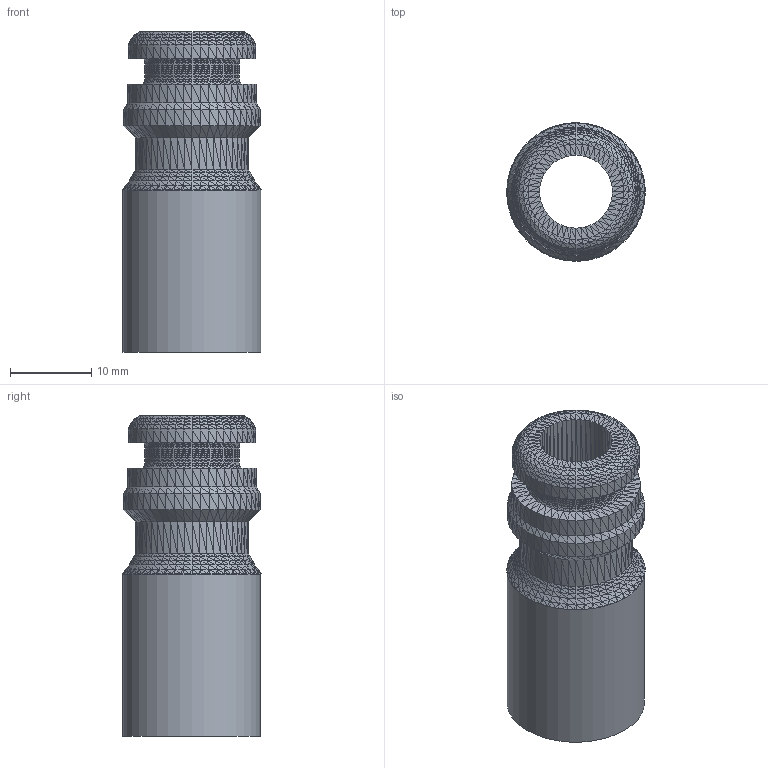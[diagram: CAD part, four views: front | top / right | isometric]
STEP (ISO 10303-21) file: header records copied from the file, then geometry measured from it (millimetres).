
FILE_DESCRIPTION(/* description */ (''),/* implementation_level */ '2;1');
FILE_NAME(/* name */ 'Gardena Viesmann Adapter v1.stp',/* time_stamp */ '2022-09-22T11:50:15+02:00',/* author */ (''),/* organization */ (''),/* preprocessor_version */ 'ST-DEVELOPER v19',/* originating_system */ 'Autodesk Translation Framework v11.7.0.108',/* authorisation */ '');
FILE_SCHEMA (('AUTOMOTIVE_DESIGN { 1 0 10303 214 3 1 1 }'));
Length unit declared in the file: millimetre
Products named in the file (1): Gardena Viesmann Adapter
Bounding box: 17.1 x 17.1 x 39.58 mm (x, y, z)
Volume: 4827.4 mm3; surface area: 3976.3 mm2
Topology: 1 solids, 1 shells, 3368 faces, 5340 edges, 1976 vertices
Faces by surface type: plane 3364, cylinder 4
Full cylindrical faces by diameter (mm): 9.4 x1, 10.5 x2, 17 x1
Entity records: 68573 total; most frequent: DIRECTION 12326, CARTESIAN_POINT 10685, ORIENTED_EDGE 10680, EDGE_CURVE 5340, LINE 5092, VECTOR 5092, AXIS2_PLACEMENT_3D 3617, EDGE_LOOP 3372
